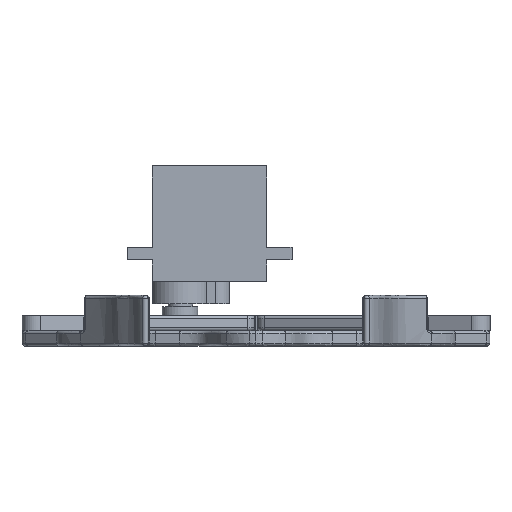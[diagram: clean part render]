
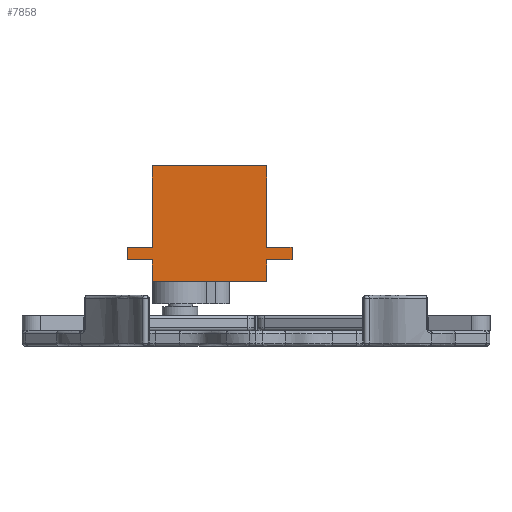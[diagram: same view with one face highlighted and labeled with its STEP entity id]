
A CAD part, left-side view. The second image highlights one B-rep face of the part: STEP entity #7858.
In plain terms, the highlighted face is planar.
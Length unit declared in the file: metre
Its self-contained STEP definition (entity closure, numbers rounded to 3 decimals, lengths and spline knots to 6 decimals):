
#533=PLANE('',#8634);
#723=LINE('',#14787,#1134);
#730=LINE('',#14806,#1141);
#733=LINE('',#14813,#1144);
#739=LINE('',#14828,#1150);
#743=LINE('',#14836,#1154);
#747=LINE('',#14846,#1158);
#757=LINE('',#14866,#1168);
#762=LINE('',#14874,#1173);
#765=LINE('',#14880,#1176);
#768=LINE('',#14888,#1179);
#775=LINE('',#14900,#1186);
#777=LINE('',#14903,#1188);
#1134=VECTOR('',#9968,1.);
#1141=VECTOR('',#9981,1.);
#1144=VECTOR('',#9986,1.);
#1150=VECTOR('',#9996,1.);
#1154=VECTOR('',#10002,1.);
#1158=VECTOR('',#10010,1.);
#1168=VECTOR('',#10026,1.);
#1173=VECTOR('',#10033,1.);
#1176=VECTOR('',#10038,1.);
#1179=VECTOR('',#10045,1.);
#1186=VECTOR('',#10056,1.);
#1188=VECTOR('',#10060,1.);
#2303=ORIENTED_EDGE('',*,*,#4203,.T.);
#2304=ORIENTED_EDGE('',*,*,#4208,.F.);
#2305=ORIENTED_EDGE('',*,*,#4189,.F.);
#2306=ORIENTED_EDGE('',*,*,#4219,.F.);
#2307=ORIENTED_EDGE('',*,*,#4224,.T.);
#2308=ORIENTED_EDGE('',*,*,#4180,.T.);
#2309=ORIENTED_EDGE('',*,*,#4227,.T.);
#2310=ORIENTED_EDGE('',*,*,#4231,.T.);
#2311=ORIENTED_EDGE('',*,*,#4192,.T.);
#2312=ORIENTED_EDGE('',*,*,#4199,.T.);
#2313=ORIENTED_EDGE('',*,*,#4238,.T.);
#2314=ORIENTED_EDGE('',*,*,#4240,.T.);
#4180=EDGE_CURVE('',#5221,#5220,#723,.T.);
#4189=EDGE_CURVE('',#5229,#5226,#730,.T.);
#4192=EDGE_CURVE('',#5233,#5232,#733,.T.);
#4199=EDGE_CURVE('',#5232,#5239,#739,.T.);
#4203=EDGE_CURVE('',#5243,#5242,#743,.T.);
#4208=EDGE_CURVE('',#5226,#5242,#747,.T.);
#4219=EDGE_CURVE('',#5253,#5229,#757,.T.);
#4224=EDGE_CURVE('',#5253,#5221,#762,.T.);
#4227=EDGE_CURVE('',#5220,#5257,#765,.T.);
#4231=EDGE_CURVE('',#5257,#5233,#768,.T.);
#4238=EDGE_CURVE('',#5239,#5263,#775,.T.);
#4240=EDGE_CURVE('',#5263,#5243,#777,.T.);
#5220=VERTEX_POINT('',#14786);
#5221=VERTEX_POINT('',#14788);
#5226=VERTEX_POINT('',#14800);
#5229=VERTEX_POINT('',#14805);
#5232=VERTEX_POINT('',#14812);
#5233=VERTEX_POINT('',#14814);
#5239=VERTEX_POINT('',#14827);
#5242=VERTEX_POINT('',#14835);
#5243=VERTEX_POINT('',#14837);
#5253=VERTEX_POINT('',#14865);
#5257=VERTEX_POINT('',#14879);
#5263=VERTEX_POINT('',#14899);
#6453=EDGE_LOOP('',(#2303,#2304,#2305,#2306,#2307,#2308,#2309,#2310,#2311,
#2312,#2313,#2314));
#7055=FACE_BOUND('',#6453,.T.);
#7858=ADVANCED_FACE('',(#7055),#533,.T.);
#8634=AXIS2_PLACEMENT_3D('',#14904,#10061,#10062);
#9968=DIRECTION('',(-1.,0.,0.));
#9981=DIRECTION('',(0.,0.,-1.));
#9986=DIRECTION('',(0.,0.,-1.));
#9996=DIRECTION('',(1.,0.,0.));
#10002=DIRECTION('',(0.,0.,1.));
#10010=DIRECTION('',(-1.,0.,0.));
#10026=DIRECTION('',(1.,0.,0.));
#10033=DIRECTION('',(0.,0.,1.));
#10038=DIRECTION('',(0.,0.,-1.));
#10045=DIRECTION('',(-1.,0.,0.));
#10056=DIRECTION('',(0.,0.,-1.));
#10060=DIRECTION('',(1.,0.,0.));
#10061=DIRECTION('',(0.,-1.,0.));
#10062=DIRECTION('',(1.,0.,0.));
#14786=CARTESIAN_POINT('',(-0.017,-0.005975,0.));
#14787=CARTESIAN_POINT('',(-0.00575,-0.005975,0.));
#14788=CARTESIAN_POINT('',(0.0055,-0.005975,0.));
#14800=CARTESIAN_POINT('',(0.0105,-0.005975,-0.00674));
#14805=CARTESIAN_POINT('',(0.0105,-0.005975,-0.0043));
#14806=CARTESIAN_POINT('',(0.0105,-0.005975,-0.00552));
#14812=CARTESIAN_POINT('',(-0.022,-0.005975,-0.00674));
#14813=CARTESIAN_POINT('',(-0.022,-0.005975,-0.00552));
#14814=CARTESIAN_POINT('',(-0.022,-0.005975,-0.0043));
#14827=CARTESIAN_POINT('',(-0.017,-0.005975,-0.00674));
#14828=CARTESIAN_POINT('',(-0.0195,-0.005975,-0.00674));
#14835=CARTESIAN_POINT('',(0.0055,-0.005975,-0.00674));
#14836=CARTESIAN_POINT('',(0.0055,-0.005975,-0.01477));
#14837=CARTESIAN_POINT('',(0.0055,-0.005975,-0.0228));
#14846=CARTESIAN_POINT('',(0.008,-0.005975,-0.00674));
#14865=CARTESIAN_POINT('',(0.0055,-0.005975,-0.0043));
#14866=CARTESIAN_POINT('',(0.008,-0.005975,-0.0043));
#14874=CARTESIAN_POINT('',(0.0055,-0.005975,-0.00215));
#14879=CARTESIAN_POINT('',(-0.017,-0.005975,-0.0043));
#14880=CARTESIAN_POINT('',(-0.017,-0.005975,-0.00215));
#14888=CARTESIAN_POINT('',(-0.0195,-0.005975,-0.0043));
#14899=CARTESIAN_POINT('',(-0.017,-0.005975,-0.0228));
#14900=CARTESIAN_POINT('',(-0.017,-0.005975,-0.01477));
#14903=CARTESIAN_POINT('',(-0.00575,-0.005975,-0.0228));
#14904=CARTESIAN_POINT('',(-0.00575,-0.005975,-0.0114));
